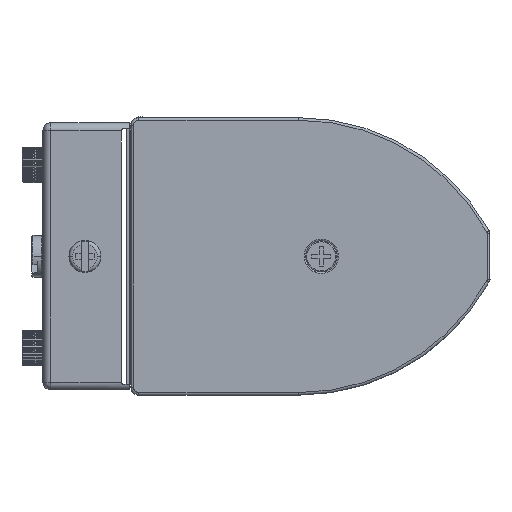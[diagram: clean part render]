
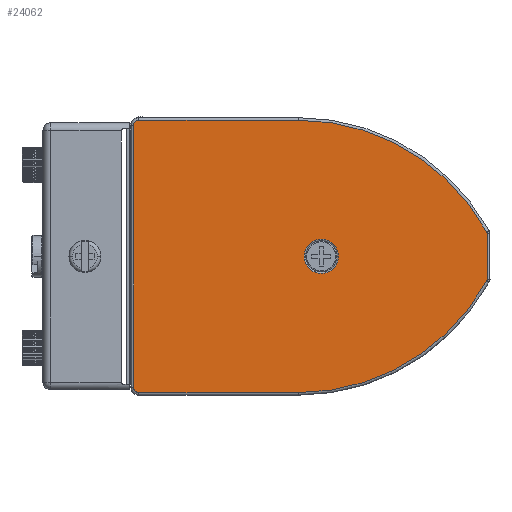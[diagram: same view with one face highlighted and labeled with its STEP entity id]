
A CAD part, front view. The second image highlights one B-rep face of the part: STEP entity #24062.
In plain terms, the highlighted planar face has unit normal (0, -1, 0).
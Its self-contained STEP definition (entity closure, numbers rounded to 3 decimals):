
#23288=CARTESIAN_POINT('Vertex',(48.8,-150.,-26.)) ;
#23295=CARTESIAN_POINT('Vertex',(84.739,-150.,-4.636)) ;
#23298=CARTESIAN_POINT('Axis2P3D Location',(48.8,-150.,14.91)) ;
#23369=CARTESIAN_POINT('Vertex',(84.8,-150.,-4.397)) ;
#23372=CARTESIAN_POINT('Axis2P3D Location',(84.3,-150.,-4.397)) ;
#23443=CARTESIAN_POINT('Vertex',(84.8,-150.,4.397)) ;
#23446=CARTESIAN_POINT('Line Origine',(84.8,-150.,0.)) ;
#23517=CARTESIAN_POINT('Vertex',(84.739,-150.,4.636)) ;
#23520=CARTESIAN_POINT('Axis2P3D Location',(84.3,-150.,4.397)) ;
#23591=CARTESIAN_POINT('Vertex',(48.8,-150.,26.)) ;
#23594=CARTESIAN_POINT('Axis2P3D Location',(48.8,-150.,-14.91)) ;
#23665=CARTESIAN_POINT('Vertex',(18.3,-150.,26.)) ;
#23668=CARTESIAN_POINT('Line Origine',(51.05,-150.,26.)) ;
#23739=CARTESIAN_POINT('Vertex',(17.3,-150.,25.)) ;
#23742=CARTESIAN_POINT('Axis2P3D Location',(18.3,-150.,25.)) ;
#23843=CARTESIAN_POINT('Vertex',(17.3,-150.,-25.)) ;
#23846=CARTESIAN_POINT('Line Origine',(17.3,-150.,0.)) ;
#23943=CARTESIAN_POINT('Vertex',(18.3,-150.,-26.)) ;
#23946=CARTESIAN_POINT('Axis2P3D Location',(18.3,-150.,-25.)) ;
#23997=CARTESIAN_POINT('Line Origine',(51.05,-150.,-26.)) ;
#24027=CARTESIAN_POINT('Axis2P3D Location',(0.,-150.,0.)) ;
#24044=CARTESIAN_POINT('Axis2P3D Location',(53.153,-150.,0.)) ;
#24048=CARTESIAN_POINT('Vertex',(56.429,-150.,0.)) ;
#24050=CARTESIAN_POINT('Vertex',(49.878,-150.,0.)) ;
#24053=CARTESIAN_POINT('Axis2P3D Location',(53.153,-150.,0.)) ;
#23299=DIRECTION('Axis2P3D Direction',(0.,-1.,0.)) ;
#23373=DIRECTION('Axis2P3D Direction',(0.,-1.,0.)) ;
#23447=DIRECTION('Vector Direction',(0.,0.,-1.)) ;
#23521=DIRECTION('Axis2P3D Direction',(0.,-1.,0.)) ;
#23595=DIRECTION('Axis2P3D Direction',(0.,-1.,0.)) ;
#23669=DIRECTION('Vector Direction',(-1.,0.,0.)) ;
#23743=DIRECTION('Axis2P3D Direction',(-0.,-1.,-0.)) ;
#23847=DIRECTION('Vector Direction',(0.,0.,-1.)) ;
#23947=DIRECTION('Axis2P3D Direction',(0.,-1.,0.)) ;
#23998=DIRECTION('Vector Direction',(-1.,0.,0.)) ;
#24028=DIRECTION('Axis2P3D Direction',(0.,-1.,0.)) ;
#24029=DIRECTION('Axis2P3D XDirection',(1.,0.,0.)) ;
#24045=DIRECTION('Axis2P3D Direction',(0.,-1.,0.)) ;
#24054=DIRECTION('Axis2P3D Direction',(0.,-1.,0.)) ;
#23300=AXIS2_PLACEMENT_3D('Circle Axis2P3D',#23298,#23299,$) ;
#23374=AXIS2_PLACEMENT_3D('Circle Axis2P3D',#23372,#23373,$) ;
#23522=AXIS2_PLACEMENT_3D('Circle Axis2P3D',#23520,#23521,$) ;
#23596=AXIS2_PLACEMENT_3D('Circle Axis2P3D',#23594,#23595,$) ;
#23744=AXIS2_PLACEMENT_3D('Circle Axis2P3D',#23742,#23743,$) ;
#23948=AXIS2_PLACEMENT_3D('Circle Axis2P3D',#23946,#23947,$) ;
#24030=AXIS2_PLACEMENT_3D('Plane Axis2P3D',#24027,#24028,#24029) ;
#24046=AXIS2_PLACEMENT_3D('Circle Axis2P3D',#24044,#24045,$) ;
#24055=AXIS2_PLACEMENT_3D('Circle Axis2P3D',#24053,#24054,$) ;
#24033=ORIENTED_EDGE('',*,*,#23672,.T.) ;
#24034=ORIENTED_EDGE('',*,*,#23746,.T.) ;
#24035=ORIENTED_EDGE('',*,*,#23850,.T.) ;
#24036=ORIENTED_EDGE('',*,*,#23950,.T.) ;
#24037=ORIENTED_EDGE('',*,*,#24001,.T.) ;
#24038=ORIENTED_EDGE('',*,*,#23302,.T.) ;
#24039=ORIENTED_EDGE('',*,*,#23376,.T.) ;
#24040=ORIENTED_EDGE('',*,*,#23450,.T.) ;
#24041=ORIENTED_EDGE('',*,*,#23524,.T.) ;
#24042=ORIENTED_EDGE('',*,*,#23598,.T.) ;
#24059=ORIENTED_EDGE('',*,*,#24052,.F.) ;
#24060=ORIENTED_EDGE('',*,*,#24057,.F.) ;
#24061=FACE_BOUND('',#24058,.T.) ;
#23448=VECTOR('Line Direction',#23447,1.) ;
#23670=VECTOR('Line Direction',#23669,1.) ;
#23848=VECTOR('Line Direction',#23847,1.) ;
#23999=VECTOR('Line Direction',#23998,1.) ;
#24062=ADVANCED_FACE('Body.5',(#24043,#24061),#24031,.T.) ;
#23301=CIRCLE('generated circle',#23300,40.91) ;
#23375=CIRCLE('generated circle',#23374,0.5) ;
#23523=CIRCLE('generated circle',#23522,0.5) ;
#23597=CIRCLE('generated circle',#23596,40.91) ;
#23745=CIRCLE('generated circle',#23744,1.) ;
#23949=CIRCLE('generated circle',#23948,1.) ;
#24047=CIRCLE('generated circle',#24046,3.276) ;
#24056=CIRCLE('generated circle',#24055,3.276) ;
#23302=EDGE_CURVE('',#23289,#23296,#23301,.T.) ;
#23376=EDGE_CURVE('',#23296,#23370,#23375,.T.) ;
#23450=EDGE_CURVE('',#23370,#23444,#23449,.F.) ;
#23524=EDGE_CURVE('',#23444,#23518,#23523,.T.) ;
#23598=EDGE_CURVE('',#23518,#23592,#23597,.T.) ;
#23672=EDGE_CURVE('',#23592,#23666,#23671,.T.) ;
#23746=EDGE_CURVE('',#23666,#23740,#23745,.T.) ;
#23850=EDGE_CURVE('',#23740,#23844,#23849,.T.) ;
#23950=EDGE_CURVE('',#23844,#23944,#23949,.T.) ;
#24001=EDGE_CURVE('',#23944,#23289,#24000,.F.) ;
#24052=EDGE_CURVE('',#24049,#24051,#24047,.T.) ;
#24057=EDGE_CURVE('',#24051,#24049,#24056,.T.) ;
#24032=EDGE_LOOP('',(#24033,#24034,#24035,#24036,#24037,#24038,#24039,#24040,#24041,#24042)) ;
#24058=EDGE_LOOP('',(#24059,#24060)) ;
#24043=FACE_OUTER_BOUND('',#24032,.T.) ;
#23449=LINE('Line',#23446,#23448) ;
#23671=LINE('Line',#23668,#23670) ;
#23849=LINE('Line',#23846,#23848) ;
#24000=LINE('Line',#23997,#23999) ;
#24031=PLANE('',#24030) ;
#23289=VERTEX_POINT('',#23288) ;
#23296=VERTEX_POINT('',#23295) ;
#23370=VERTEX_POINT('',#23369) ;
#23444=VERTEX_POINT('',#23443) ;
#23518=VERTEX_POINT('',#23517) ;
#23592=VERTEX_POINT('',#23591) ;
#23666=VERTEX_POINT('',#23665) ;
#23740=VERTEX_POINT('',#23739) ;
#23844=VERTEX_POINT('',#23843) ;
#23944=VERTEX_POINT('',#23943) ;
#24049=VERTEX_POINT('',#24048) ;
#24051=VERTEX_POINT('',#24050) ;
